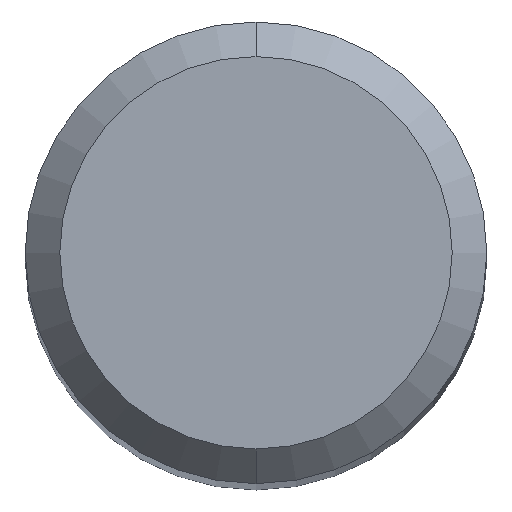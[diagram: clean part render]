
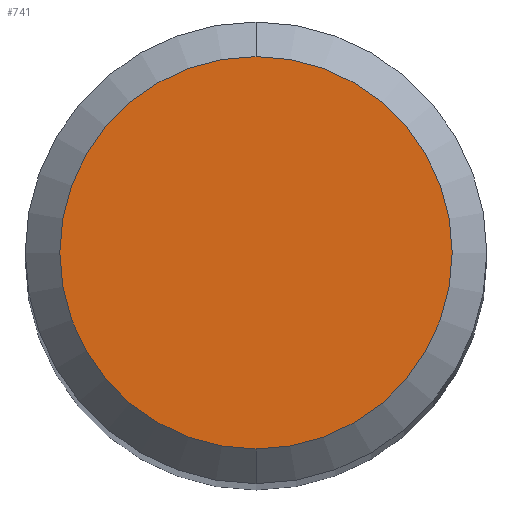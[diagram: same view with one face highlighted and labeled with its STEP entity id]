
A CAD part, top view. The second image highlights one B-rep face of the part: STEP entity #741.
In plain terms, the highlighted planar face has unit normal (0, 0, 1).
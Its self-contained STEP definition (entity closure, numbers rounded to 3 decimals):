
#505=VERTEX_POINT('',#1260);
#595=EDGE_CURVE('',#835,#505,#1356,.T.);
#741=ADVANCED_FACE('',(#1519),#1520,.T.);
#765=EDGE_CURVE('',#505,#835,#1546,.T.);
#835=VERTEX_POINT('',#1622);
#1260=CARTESIAN_POINT('',(0.,-1.7,0.0));
#1356=CIRCLE('',#2841,1.7);
#1519=FACE_OUTER_BOUND('',#3416,.T.);
#1520=PLANE('',#3417);
#1546=CIRCLE('',#3568,1.7);
#1622=CARTESIAN_POINT('',(0.0,1.7,0.0));
#2841=AXIS2_PLACEMENT_3D('',#5187,#5188,#5189);
#3416=EDGE_LOOP('',(#5420,#5421));
#3417=AXIS2_PLACEMENT_3D('',#5422,#5423,#5424);
#3568=AXIS2_PLACEMENT_3D('',#5446,#5447,#5448);
#5187=CARTESIAN_POINT('',(0.0,0.0,0.0));
#5188=DIRECTION('',(0.0,0.0,-1.0));
#5189=DIRECTION('',(0.0,1.0,0.0));
#5420=ORIENTED_EDGE('',*,*,#595,.F.);
#5421=ORIENTED_EDGE('',*,*,#765,.F.);
#5422=CARTESIAN_POINT('',(0.0,0.85,0.0));
#5423=DIRECTION('',(-0.0,0.0,1.0));
#5424=DIRECTION('',(0.0,-1.0,0.0));
#5446=CARTESIAN_POINT('',(0.0,0.0,0.0));
#5447=DIRECTION('',(0.0,0.0,-1.0));
#5448=DIRECTION('',(0.0,1.0,0.0));
